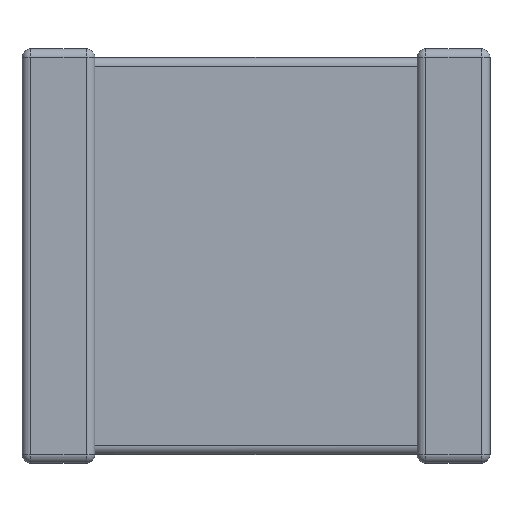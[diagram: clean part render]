
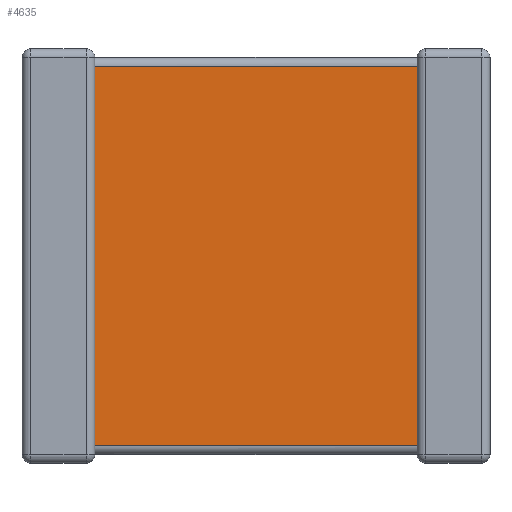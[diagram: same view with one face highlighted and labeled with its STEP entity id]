
A CAD part, front view. The second image highlights one B-rep face of the part: STEP entity #4635.
In plain terms, the highlighted planar face has unit normal (0, -1, 0).
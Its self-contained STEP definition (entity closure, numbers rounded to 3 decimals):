
#212 = VERTEX_POINT ( 'NONE', #1159 ) ;
#428 = VERTEX_POINT ( 'NONE', #1384 ) ;
#555 = DIRECTION ( 'NONE',  ( 0., 0., 1. ) ) ;
#577 = VERTEX_POINT ( 'NONE', #1030 ) ;
#593 = EDGE_CURVE ( 'NONE', #4631, #428, #2470, .T. ) ;
#822 = VECTOR ( 'NONE', #1306, 1000. ) ;
#910 = EDGE_CURVE ( 'NONE', #428, #577, #1743, .T. ) ;
#1030 = CARTESIAN_POINT ( 'NONE',  ( 0.95, 0.112, -0.225 ) ) ;
#1052 = DIRECTION ( 'NONE',  ( 0., -1., 0. ) ) ;
#1070 = EDGE_CURVE ( 'NONE', #212, #4631, #2669, .T. ) ;
#1081 = FACE_OUTER_BOUND ( 'NONE', #4486, .T. ) ;
#1132 = ORIENTED_EDGE ( 'NONE', *, *, #593, .T. ) ;
#1159 = CARTESIAN_POINT ( 'NONE',  ( 0.95, 0.112, -5.175 ) ) ;
#1306 = DIRECTION ( 'NONE',  ( 1., 0., 0. ) ) ;
#1384 = CARTESIAN_POINT ( 'NONE',  ( 5.15, 0.112, -0.225 ) ) ;
#1743 = LINE ( 'NONE', #3938, #2182 ) ;
#1989 = ORIENTED_EDGE ( 'NONE', *, *, #3532, .F. ) ;
#2043 = CARTESIAN_POINT ( 'NONE',  ( 5.15, 0.112, -5.175 ) ) ;
#2182 = VECTOR ( 'NONE', #2859, 1000. ) ;
#2313 = AXIS2_PLACEMENT_3D ( 'NONE', #4287, #1052, #3555 ) ;
#2470 = LINE ( 'NONE', #4298, #3581 ) ;
#2477 = PLANE ( 'NONE',  #2313 ) ;
#2494 = ORIENTED_EDGE ( 'NONE', *, *, #1070, .T. ) ;
#2669 = LINE ( 'NONE', #2043, #822 ) ;
#2695 = CARTESIAN_POINT ( 'NONE',  ( 0.95, 0.112, -5.4 ) ) ;
#2697 = ORIENTED_EDGE ( 'NONE', *, *, #910, .T. ) ;
#2781 = VECTOR ( 'NONE', #555, 1000. ) ;
#2800 = CARTESIAN_POINT ( 'NONE',  ( 5.15, 0.112, -5.175 ) ) ;
#2859 = DIRECTION ( 'NONE',  ( -1., 0., 0. ) ) ;
#3532 = EDGE_CURVE ( 'NONE', #212, #577, #4083, .T. ) ;
#3555 = DIRECTION ( 'NONE',  ( 0., 0., -1. ) ) ;
#3581 = VECTOR ( 'NONE', #4252, 1000. ) ;
#3938 = CARTESIAN_POINT ( 'NONE',  ( 0.95, 0.112, -0.225 ) ) ;
#4083 = LINE ( 'NONE', #2695, #2781 ) ;
#4252 = DIRECTION ( 'NONE',  ( 0., 0., 1. ) ) ;
#4287 = CARTESIAN_POINT ( 'NONE',  ( 0.95, 0.112, -5.4 ) ) ;
#4298 = CARTESIAN_POINT ( 'NONE',  ( 5.15, 0.112, -5.4 ) ) ;
#4486 = EDGE_LOOP ( 'NONE', ( #1989, #2494, #1132, #2697 ) ) ;
#4631 = VERTEX_POINT ( 'NONE', #2800 ) ;
#4635 = ADVANCED_FACE ( 'NONE', ( #1081 ), #2477, .T. ) ;
